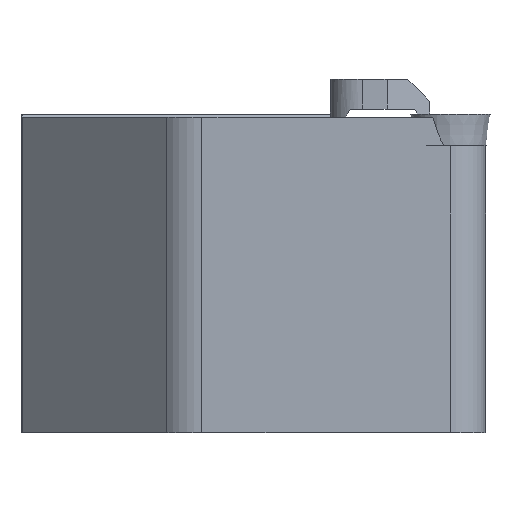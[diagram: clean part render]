
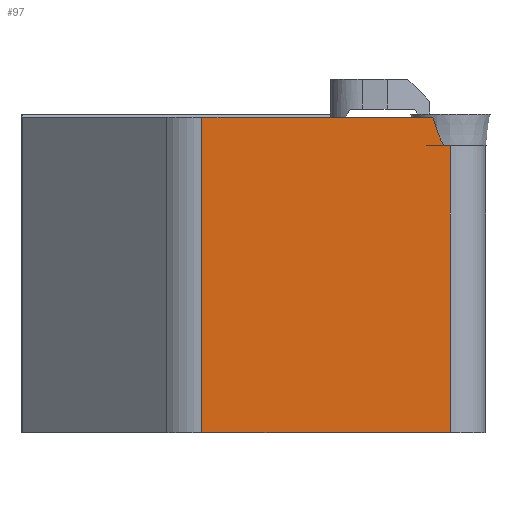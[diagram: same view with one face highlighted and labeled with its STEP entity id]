
A CAD part, left-side view. The second image highlights one B-rep face of the part: STEP entity #97.
In plain terms, the highlighted planar face has unit normal (-1, 0, 0).
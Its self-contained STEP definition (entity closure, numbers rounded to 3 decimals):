
#97=ADVANCED_FACE('',(#152),#127,.F.);
#127=PLANE('',#616);
#152=FACE_OUTER_BOUND('',#181,.T.);
#181=EDGE_LOOP('',(#336,#337,#338,#339,#340,#341));
#217=LINE('',#839,#274);
#218=LINE('',#858,#275);
#219=LINE('',#860,#276);
#220=LINE('',#862,#277);
#221=LINE('',#863,#278);
#274=VECTOR('',#672,1.);
#275=VECTOR('',#677,1.);
#276=VECTOR('',#678,1.);
#277=VECTOR('',#679,1.);
#278=VECTOR('',#680,1.);
#336=ORIENTED_EDGE('',*,*,#541,.F.);
#337=ORIENTED_EDGE('',*,*,#542,.F.);
#338=ORIENTED_EDGE('',*,*,#543,.F.);
#339=ORIENTED_EDGE('',*,*,#544,.F.);
#340=ORIENTED_EDGE('',*,*,#539,.F.);
#341=ORIENTED_EDGE('',*,*,#545,.F.);
#486=VERTEX_POINT('',#838);
#487=VERTEX_POINT('',#840);
#488=VERTEX_POINT('',#856);
#489=VERTEX_POINT('',#857);
#490=VERTEX_POINT('',#859);
#491=VERTEX_POINT('',#861);
#539=EDGE_CURVE('',#486,#487,#217,.T.);
#541=EDGE_CURVE('',#488,#489,#610,.T.);
#542=EDGE_CURVE('',#490,#488,#218,.T.);
#543=EDGE_CURVE('',#491,#490,#219,.T.);
#544=EDGE_CURVE('',#487,#491,#220,.T.);
#545=EDGE_CURVE('',#489,#486,#221,.T.);
#610=B_SPLINE_CURVE_WITH_KNOTS('',3,(#843,#844,#845,#846,#847,#848,#849,
#850,#851,#852,#853,#854,#855),.UNSPECIFIED.,.F.,.F.,(4,3,3,3,4),(0.,0.401,
0.674,0.861,1.),.UNSPECIFIED.);
#616=AXIS2_PLACEMENT_3D('',#864,#681,#682);
#672=DIRECTION('',(0.,0.,-1.));
#677=DIRECTION('',(0.,-1.,0.));
#678=DIRECTION('',(0.,0.,1.));
#679=DIRECTION('',(0.,1.,0.));
#680=DIRECTION('',(0.,-1.,0.));
#681=DIRECTION('',(1.,0.,0.));
#682=DIRECTION('',(0.,1.,0.));
#838=CARTESIAN_POINT('',(0.44,-43.,-3.18));
#839=CARTESIAN_POINT('',(0.44,-43.,-35.));
#840=CARTESIAN_POINT('',(0.44,-43.,-32.));
#843=CARTESIAN_POINT('',(0.44,-41.257,-0.3));
#844=CARTESIAN_POINT('',(0.44,-41.369,-0.701));
#845=CARTESIAN_POINT('',(0.44,-41.489,-1.1));
#846=CARTESIAN_POINT('',(0.44,-41.623,-1.494));
#847=CARTESIAN_POINT('',(0.44,-41.714,-1.761));
#848=CARTESIAN_POINT('',(0.44,-41.812,-2.027));
#849=CARTESIAN_POINT('',(0.44,-41.922,-2.287));
#850=CARTESIAN_POINT('',(0.44,-41.998,-2.466));
#851=CARTESIAN_POINT('',(0.44,-42.079,-2.642));
#852=CARTESIAN_POINT('',(0.44,-42.172,-2.813));
#853=CARTESIAN_POINT('',(0.44,-42.241,-2.94));
#854=CARTESIAN_POINT('',(0.44,-42.315,-3.064));
#855=CARTESIAN_POINT('',(0.44,-42.401,-3.18));
#856=CARTESIAN_POINT('',(0.44,-41.257,-0.3));
#857=CARTESIAN_POINT('',(0.44,-42.401,-3.18));
#858=CARTESIAN_POINT('',(0.44,-43.,-0.3));
#859=CARTESIAN_POINT('',(0.44,-18.071,-0.3));
#860=CARTESIAN_POINT('',(0.44,-18.071,-35.));
#861=CARTESIAN_POINT('',(0.44,-18.071,-32.));
#862=CARTESIAN_POINT('',(0.44,-43.,-32.));
#863=CARTESIAN_POINT('',(0.44,-43.,-3.18));
#864=CARTESIAN_POINT('',(0.44,-43.,-35.));
